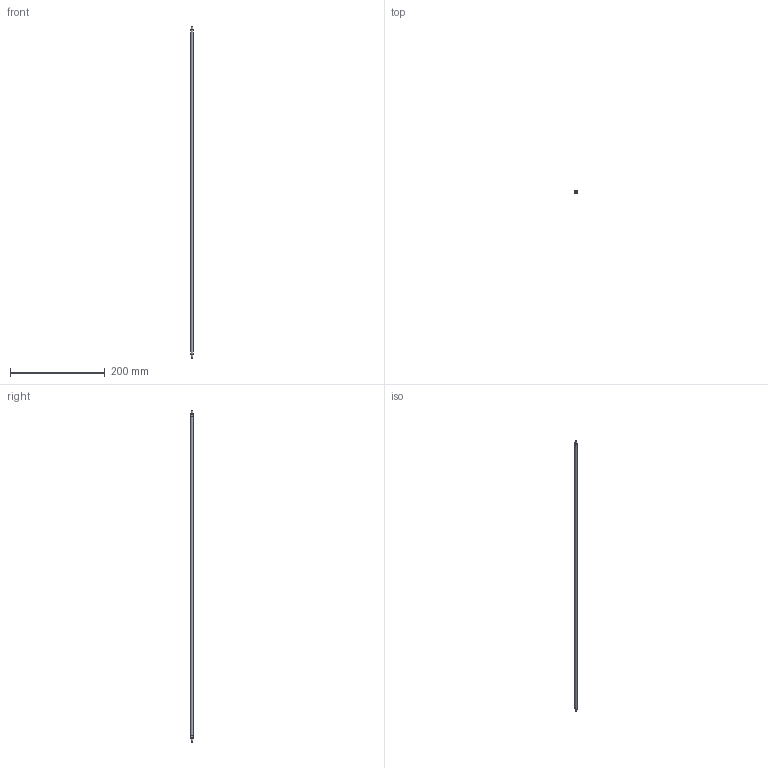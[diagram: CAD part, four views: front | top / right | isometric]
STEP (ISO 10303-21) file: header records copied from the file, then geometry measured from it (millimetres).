
FILE_DESCRIPTION(/* description */ ('STEP AP214'),/* implementation_level */ '2;1');
FILE_NAME(/* name */ '561133_VMPAL-ZAS-685',/* time_stamp */ '2024-09-16T23:20:08+02:00',/* author */ ('License CC BY-ND 4.0'),/* organization */ ('CADENAS'),/* preprocessor_version */ 'ST-DEVELOPER v19.3',/* originating_system */ 'PARTsolutions',/* authorisation */ ' ');
FILE_SCHEMA (('AUTOMOTIVE_DESIGN {1 0 10303 214 3 1 1}'));
Length unit declared in the file: millimetre
Products named in the file (1): 561133 VMPAL-ZAS-685
Bounding box: 5.98 x 6 x 699.5 mm (x, y, z)
Volume: 19521.2 mm3; surface area: 13139.7 mm2
Topology: 1 solids, 1 shells, 17 faces, 35 edges, 22 vertices
Faces by surface type: plane 12, cylinder 3, cone 2
Full cylindrical faces by diameter (mm): 4 x2, 6 x1
Entity records: 456 total; most frequent: DIRECTION 80, CARTESIAN_POINT 70, ORIENTED_EDGE 60, AXIS2_PLACEMENT_3D 32, EDGE_CURVE 30, EDGE_LOOP 24, FACE_BOUND 24, VERTEX_POINT 22
